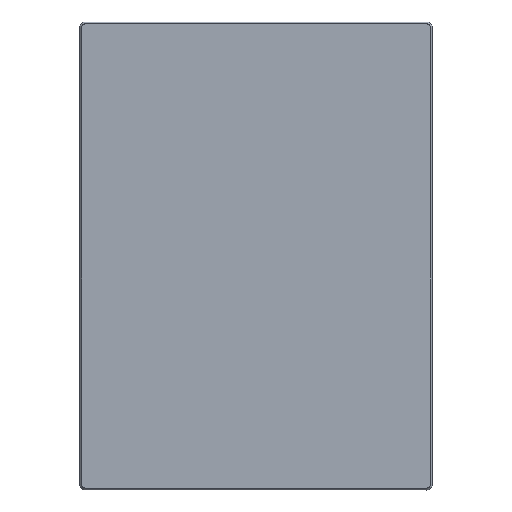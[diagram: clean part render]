
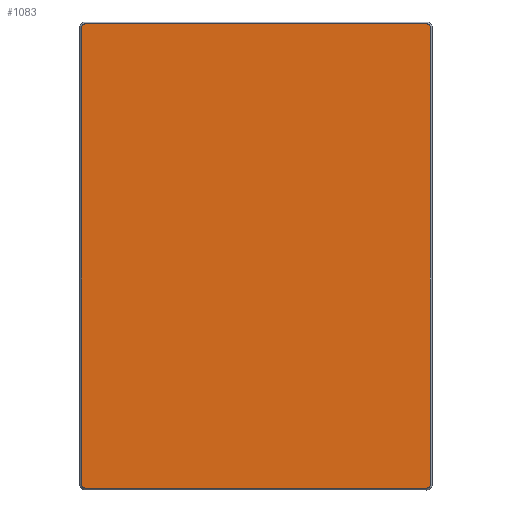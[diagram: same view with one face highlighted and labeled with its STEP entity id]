
A CAD part, top view. The second image highlights one B-rep face of the part: STEP entity #1083.
In plain terms, the highlighted planar face has unit normal (0, 0, 1).
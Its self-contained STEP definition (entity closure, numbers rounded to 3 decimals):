
#4 = VERTEX_POINT ( 'NONE', #1060 ) ;
#7 = FACE_OUTER_BOUND ( 'NONE', #531, .T. ) ;
#68 = DIRECTION ( 'NONE',  ( 0., 0., -1. ) ) ;
#90 = ORIENTED_EDGE ( 'NONE', *, *, #1160, .F. ) ;
#99 = EDGE_CURVE ( 'NONE', #822, #784, #1072, .T. ) ;
#105 = CIRCLE ( 'NONE', #278, 2. ) ;
#111 = VERTEX_POINT ( 'NONE', #334 ) ;
#138 = ORIENTED_EDGE ( 'NONE', *, *, #99, .F. ) ;
#140 = CARTESIAN_POINT ( 'NONE',  ( 90.527, -0.917, 519.225 ) ) ;
#173 = CARTESIAN_POINT ( 'NONE',  ( -88.48, -121.025, 519.225 ) ) ;
#182 = DIRECTION ( 'NONE',  ( 0., 0., -1. ) ) ;
#187 = VERTEX_POINT ( 'NONE', #1296 ) ;
#192 = VECTOR ( 'NONE', #630, 1000. ) ;
#193 = CARTESIAN_POINT ( 'NONE',  ( 88.527, 117.821, 519.225 ) ) ;
#228 = PLANE ( 'NONE',  #595 ) ;
#271 = DIRECTION ( 'NONE',  ( -1., 0., 0. ) ) ;
#278 = AXIS2_PLACEMENT_3D ( 'NONE', #798, #1120, #271 ) ;
#295 = DIRECTION ( 'NONE',  ( 0., 1., 0. ) ) ;
#298 = ORIENTED_EDGE ( 'NONE', *, *, #402, .F. ) ;
#305 = CIRCLE ( 'NONE', #1237, 2. ) ;
#334 = CARTESIAN_POINT ( 'NONE',  ( -90.48, -119.025, 519.225 ) ) ;
#338 = VERTEX_POINT ( 'NONE', #1248 ) ;
#401 = EDGE_CURVE ( 'NONE', #728, #338, #105, .T. ) ;
#402 = EDGE_CURVE ( 'NONE', #187, #822, #1344, .T. ) ;
#407 = EDGE_CURVE ( 'NONE', #1189, #111, #1215, .T. ) ;
#425 = LINE ( 'NONE', #1246, #1205 ) ;
#479 = VECTOR ( 'NONE', #802, 1000. ) ;
#490 = EDGE_CURVE ( 'NONE', #338, #187, #946, .T. ) ;
#495 = ORIENTED_EDGE ( 'NONE', *, *, #1346, .F. ) ;
#521 = CARTESIAN_POINT ( 'NONE',  ( -0.448, 119.821, 519.225 ) ) ;
#531 = EDGE_LOOP ( 'NONE', ( #892, #90, #918, #138, #298, #1013, #657, #495 ) ) ;
#551 = DIRECTION ( 'NONE',  ( -1., 0., 0. ) ) ;
#579 = CARTESIAN_POINT ( 'NONE',  ( 90.527, 117.821, 519.225 ) ) ;
#583 = CARTESIAN_POINT ( 'NONE',  ( 90.527, -119.025, 519.225 ) ) ;
#595 = AXIS2_PLACEMENT_3D ( 'NONE', #1178, #1275, #551 ) ;
#611 = DIRECTION ( 'NONE',  ( -1., 0., 0. ) ) ;
#630 = DIRECTION ( 'NONE',  ( 1., 0., 0. ) ) ;
#657 = ORIENTED_EDGE ( 'NONE', *, *, #401, .F. ) ;
#728 = VERTEX_POINT ( 'NONE', #988 ) ;
#771 = AXIS2_PLACEMENT_3D ( 'NONE', #193, #68, #895 ) ;
#784 = VERTEX_POINT ( 'NONE', #583 ) ;
#789 = LINE ( 'NONE', #1006, #479 ) ;
#798 = CARTESIAN_POINT ( 'NONE',  ( -88.48, 117.821, 519.225 ) ) ;
#802 = DIRECTION ( 'NONE',  ( -1., 0., 0. ) ) ;
#822 = VERTEX_POINT ( 'NONE', #579 ) ;
#892 = ORIENTED_EDGE ( 'NONE', *, *, #407, .F. ) ;
#895 = DIRECTION ( 'NONE',  ( -1., 0., 0. ) ) ;
#918 = ORIENTED_EDGE ( 'NONE', *, *, #965, .F. ) ;
#920 = DIRECTION ( 'NONE',  ( -1., 0., 0. ) ) ;
#946 = LINE ( 'NONE', #521, #192 ) ;
#965 = EDGE_CURVE ( 'NONE', #784, #4, #305, .T. ) ;
#988 = CARTESIAN_POINT ( 'NONE',  ( -90.48, 117.821, 519.225 ) ) ;
#1006 = CARTESIAN_POINT ( 'NONE',  ( -0.448, -121.025, 519.225 ) ) ;
#1013 = ORIENTED_EDGE ( 'NONE', *, *, #490, .F. ) ;
#1030 = VECTOR ( 'NONE', #1088, 1000. ) ;
#1060 = CARTESIAN_POINT ( 'NONE',  ( 88.527, -121.025, 519.225 ) ) ;
#1072 = LINE ( 'NONE', #140, #1030 ) ;
#1083 = ADVANCED_FACE ( 'NONE', ( #7 ), #228, .F. ) ;
#1088 = DIRECTION ( 'NONE',  ( 0., -1., 0. ) ) ;
#1120 = DIRECTION ( 'NONE',  ( 0., 0., -1. ) ) ;
#1140 = AXIS2_PLACEMENT_3D ( 'NONE', #1327, #182, #611 ) ;
#1160 = EDGE_CURVE ( 'NONE', #4, #1189, #789, .T. ) ;
#1178 = CARTESIAN_POINT ( 'NONE',  ( -0.448, -0.917, 519.225 ) ) ;
#1189 = VERTEX_POINT ( 'NONE', #173 ) ;
#1205 = VECTOR ( 'NONE', #295, 1000. ) ;
#1215 = CIRCLE ( 'NONE', #1140, 2. ) ;
#1237 = AXIS2_PLACEMENT_3D ( 'NONE', #1357, #1256, #920 ) ;
#1246 = CARTESIAN_POINT ( 'NONE',  ( -90.48, -0.917, 519.225 ) ) ;
#1248 = CARTESIAN_POINT ( 'NONE',  ( -88.48, 119.821, 519.225 ) ) ;
#1256 = DIRECTION ( 'NONE',  ( 0., 0., -1. ) ) ;
#1275 = DIRECTION ( 'NONE',  ( 0., 0., -1. ) ) ;
#1296 = CARTESIAN_POINT ( 'NONE',  ( 88.527, 119.821, 519.225 ) ) ;
#1327 = CARTESIAN_POINT ( 'NONE',  ( -88.48, -119.025, 519.225 ) ) ;
#1344 = CIRCLE ( 'NONE', #771, 2. ) ;
#1346 = EDGE_CURVE ( 'NONE', #111, #728, #425, .T. ) ;
#1357 = CARTESIAN_POINT ( 'NONE',  ( 88.527, -119.025, 519.225 ) ) ;
